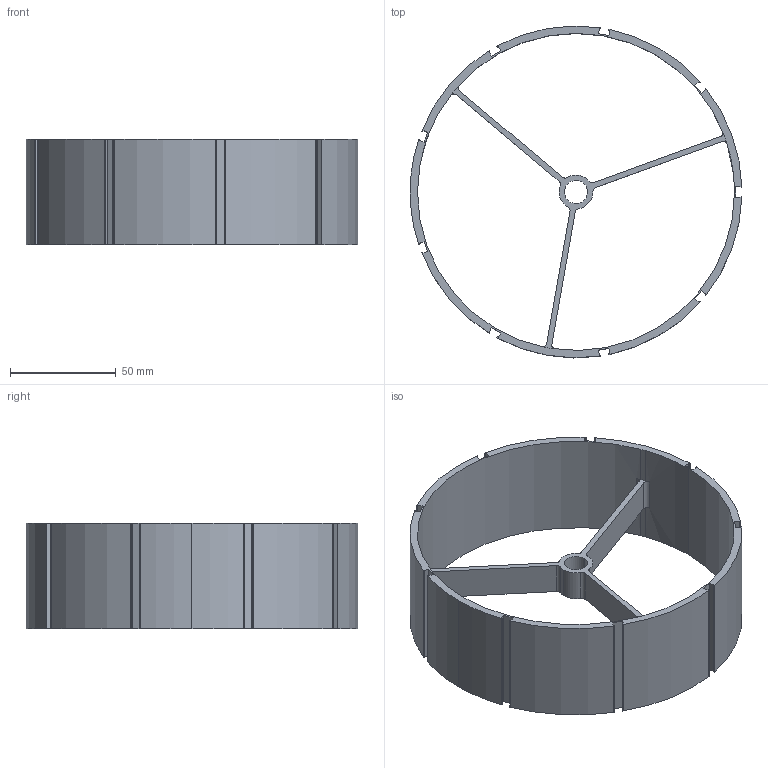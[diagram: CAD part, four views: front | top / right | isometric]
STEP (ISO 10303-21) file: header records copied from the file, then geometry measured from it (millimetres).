
FILE_DESCRIPTION(/* description */ ('VariCAD 2019-2.03 AP-214'),/* implementation_level */ '2;1');
FILE_NAME(/* name */ 'rotor_v5.stp',/* time_stamp */ '2019-05-02T20:14:56-05:00',/* author */ (''),/* organization */ (''),/* preprocessor_version */ 'VariCAD 2019-2.03',/* originating_system */ 'VariCAD 2019-2.03; kernel version (20180118)',/* authorisation */ '');
FILE_SCHEMA(('AUTOMOTIVE_DESIGN'));
Length unit declared in the file: millimetre
Products named in the file (2): rotor_v5
Assembly tree (1 placements, depth 2):
  rotor_v5
    (unnamed)
Bounding box: 156.97 x 156.99 x 50 mm (x, y, z)
Volume: 87236.8 mm3; surface area: 63062.5 mm2
Topology: 1 solids, 1 shells, 113 faces, 345 edges, 230 vertices
Faces by surface type: plane 73, cylinder 40
Entity records: 3941 total; most frequent: CARTESIAN_POINT 692, ORIENTED_EDGE 690, DIRECTION 671, EDGE_CURVE 345, LINE 253, VECTOR 253, VERTEX_POINT 230, AXIS2_PLACEMENT_3D 209
